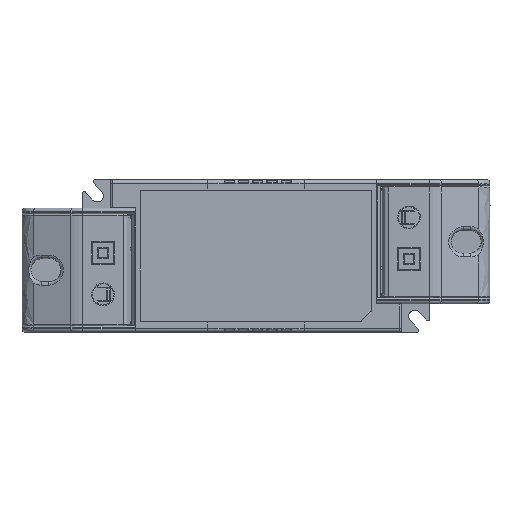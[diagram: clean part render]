
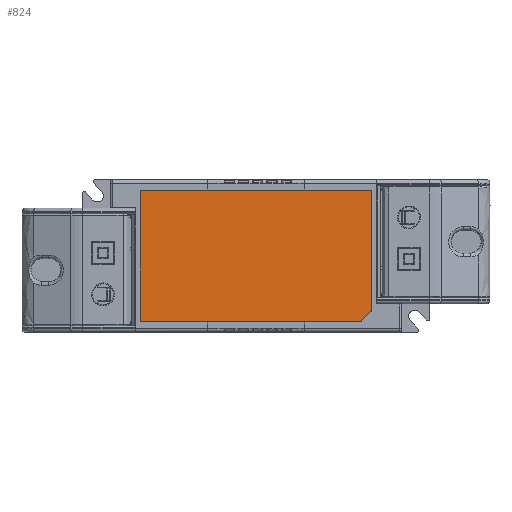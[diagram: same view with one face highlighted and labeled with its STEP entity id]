
A CAD part, top view. The second image highlights one B-rep face of the part: STEP entity #824.
In plain terms, the highlighted planar face has unit normal (0, 0, 1).
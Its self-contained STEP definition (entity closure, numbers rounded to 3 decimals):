
#824=ADVANCED_FACE('',(#1770),#15210,.T.);
#1770=FACE_OUTER_BOUND('',#2736,.T.);
#2736=EDGE_LOOP('',(#6993,#6994,#6995,#6996,#6997,#6998,#6999,#7000,#7001,
#7002));
#6993=ORIENTED_EDGE('',*,*,#9970,.T.);
#6994=ORIENTED_EDGE('',*,*,#9977,.T.);
#6995=ORIENTED_EDGE('',*,*,#9971,.T.);
#6996=ORIENTED_EDGE('',*,*,#9981,.T.);
#6997=ORIENTED_EDGE('',*,*,#9946,.F.);
#6998=ORIENTED_EDGE('',*,*,#9990,.T.);
#6999=ORIENTED_EDGE('',*,*,#9984,.T.);
#7000=ORIENTED_EDGE('',*,*,#9966,.T.);
#7001=ORIENTED_EDGE('',*,*,#9968,.F.);
#7002=ORIENTED_EDGE('',*,*,#9976,.T.);
#9946=EDGE_CURVE('',#14154,#14153,#12463,.T.);
#9966=EDGE_CURVE('',#14166,#14165,#12483,.T.);
#9968=EDGE_CURVE('',#14167,#14165,#12485,.T.);
#9970=EDGE_CURVE('',#14168,#14169,#12487,.T.);
#9971=EDGE_CURVE('',#14172,#14171,#12488,.T.);
#9976=EDGE_CURVE('',#14167,#14168,#12493,.T.);
#9977=EDGE_CURVE('',#14169,#14172,#12494,.T.);
#9981=EDGE_CURVE('',#14171,#14153,#12498,.T.);
#9984=EDGE_CURVE('',#14170,#14166,#12501,.T.);
#9990=EDGE_CURVE('',#14154,#14170,#12507,.T.);
#12463=B_SPLINE_CURVE_WITH_KNOTS('',1,(#40806,#40807),.UNSPECIFIED.,.F.,
 .F.,(2,2),(-61.376,0.),.UNSPECIFIED.);
#12483=B_SPLINE_CURVE_WITH_KNOTS('',3,(#40898,#40899,#40900,#40901,#40902),
 .UNSPECIFIED.,.F.,.F.,(4,1,4),(0.,0.271,0.541),
 .UNSPECIFIED.);
#12485=B_SPLINE_CURVE_WITH_KNOTS('',1,(#40905,#40906),.UNSPECIFIED.,.F.,
 .F.,(2,2),(-33.376,0.),.UNSPECIFIED.);
#12487=B_SPLINE_CURVE_WITH_KNOTS('',1,(#40909,#40910),.UNSPECIFIED.,.F.,
 .F.,(2,2),(-64.293,0.),.UNSPECIFIED.);
#12488=B_SPLINE_CURVE_WITH_KNOTS('',1,(#40911,#40912),.UNSPECIFIED.,.F.,
 .F.,(2,2),(-36.293,0.),.UNSPECIFIED.);
#12493=B_SPLINE_CURVE_WITH_KNOTS('',3,(#40921,#40922,#40923,#40924,#40925),
 .UNSPECIFIED.,.F.,.F.,(4,1,4),(0.,0.316,0.632),
 .UNSPECIFIED.);
#12494=B_SPLINE_CURVE_WITH_KNOTS('',3,(#40926,#40927,#40928,#40929,#40930),
 .UNSPECIFIED.,.F.,.F.,(4,1,4),(0.,0.316,0.632),
 .UNSPECIFIED.);
#12498=B_SPLINE_CURVE_WITH_KNOTS('',3,(#40937,#40938,#40939,#40940,#40941),
 .UNSPECIFIED.,.F.,.F.,(4,1,4),(0.,0.316,0.632),
 .UNSPECIFIED.);
#12501=B_SPLINE_CURVE_WITH_KNOTS('',1,(#40946,#40947),.UNSPECIFIED.,.F.,
 .F.,(2,2),(0.,3.701),.UNSPECIFIED.);
#12507=B_SPLINE_CURVE_WITH_KNOTS('',3,(#40975,#40976,#40977,#40978,#40979),
 .UNSPECIFIED.,.F.,.F.,(4,1,4),(0.,0.271,0.541),
 .UNSPECIFIED.);
#14153=VERTEX_POINT('',#38332);
#14154=VERTEX_POINT('',#38333);
#14165=VERTEX_POINT('',#38344);
#14166=VERTEX_POINT('',#38345);
#14167=VERTEX_POINT('',#38346);
#14168=VERTEX_POINT('',#38347);
#14169=VERTEX_POINT('',#38348);
#14170=VERTEX_POINT('',#38349);
#14171=VERTEX_POINT('',#38350);
#14172=VERTEX_POINT('',#38351);
#15210=PLANE('',#15627);
#15627=AXIS2_PLACEMENT_3D('',#34638,#16027,$);
#16027=DIRECTION('',(0.,0.,1.));
#34638=CARTESIAN_POINT('',(-39.631,95.859,10.9));
#38332=CARTESIAN_POINT('',(-32.646,99.691,10.9));
#38333=CARTESIAN_POINT('',(28.729,99.691,10.9));
#38344=CARTESIAN_POINT('',(32.,102.961,10.9));
#38345=CARTESIAN_POINT('',(31.809,102.499,10.9));
#38346=CARTESIAN_POINT('',(32.,136.337,10.9));
#38347=CARTESIAN_POINT('',(31.646,136.691,10.9));
#38348=CARTESIAN_POINT('',(-32.646,136.691,10.9));
#38349=CARTESIAN_POINT('',(29.191,99.882,10.9));
#38350=CARTESIAN_POINT('',(-33.,100.044,10.9));
#38351=CARTESIAN_POINT('',(-33.,136.337,10.9));
#40806=CARTESIAN_POINT('',(28.729,99.691,10.9));
#40807=CARTESIAN_POINT('',(-32.646,99.691,10.9));
#40898=CARTESIAN_POINT('',(31.809,102.499,10.9));
#40899=CARTESIAN_POINT('',(31.878,102.569,10.9));
#40900=CARTESIAN_POINT('',(32.,102.691,10.9));
#40901=CARTESIAN_POINT('',(32.,102.863,10.9));
#40902=CARTESIAN_POINT('',(32.,102.961,10.9));
#40905=CARTESIAN_POINT('',(32.,136.337,10.9));
#40906=CARTESIAN_POINT('',(32.,102.961,10.9));
#40909=CARTESIAN_POINT('',(31.646,136.691,10.9));
#40910=CARTESIAN_POINT('',(-32.646,136.691,10.9));
#40911=CARTESIAN_POINT('',(-33.,136.337,10.9));
#40912=CARTESIAN_POINT('',(-33.,100.044,10.9));
#40921=CARTESIAN_POINT('',(32.,136.337,10.9));
#40922=CARTESIAN_POINT('',(32.,136.435,10.9));
#40923=CARTESIAN_POINT('',(31.958,136.649,10.9));
#40924=CARTESIAN_POINT('',(31.745,136.691,10.9));
#40925=CARTESIAN_POINT('',(31.646,136.691,10.9));
#40926=CARTESIAN_POINT('',(-32.646,136.691,10.9));
#40927=CARTESIAN_POINT('',(-32.745,136.691,10.9));
#40928=CARTESIAN_POINT('',(-32.958,136.649,10.9));
#40929=CARTESIAN_POINT('',(-33.,136.435,10.9));
#40930=CARTESIAN_POINT('',(-33.,136.337,10.9));
#40937=CARTESIAN_POINT('',(-33.,100.044,10.9));
#40938=CARTESIAN_POINT('',(-33.,99.946,10.9));
#40939=CARTESIAN_POINT('',(-32.958,99.732,10.9));
#40940=CARTESIAN_POINT('',(-32.745,99.691,10.9));
#40941=CARTESIAN_POINT('',(-32.646,99.691,10.9));
#40946=CARTESIAN_POINT('',(29.191,99.882,10.9));
#40947=CARTESIAN_POINT('',(31.809,102.499,10.9));
#40975=CARTESIAN_POINT('',(28.729,99.691,10.9));
#40976=CARTESIAN_POINT('',(28.828,99.691,10.9));
#40977=CARTESIAN_POINT('',(29.,99.691,10.9));
#40978=CARTESIAN_POINT('',(29.122,99.813,10.9));
#40979=CARTESIAN_POINT('',(29.191,99.882,10.9));
